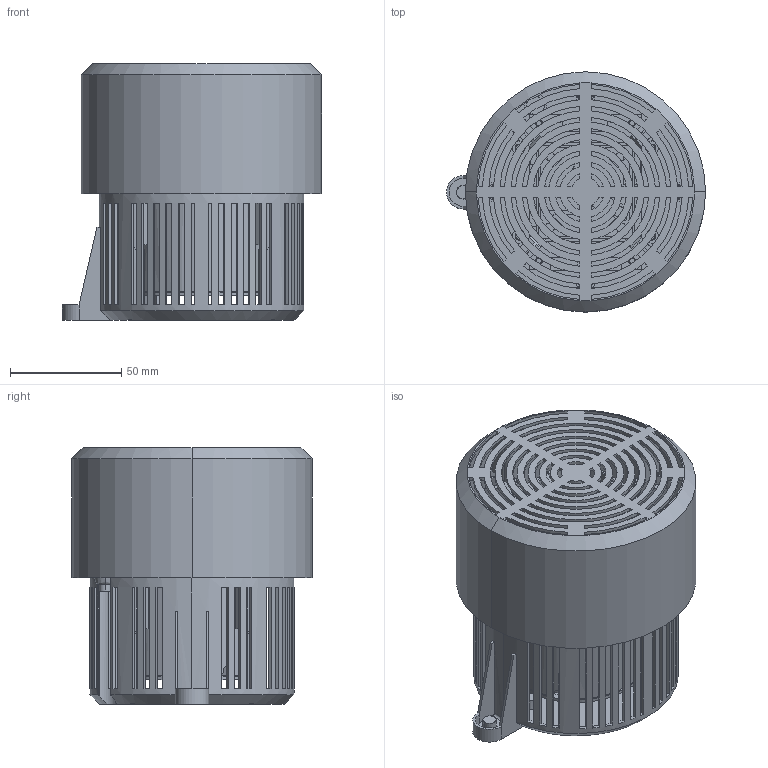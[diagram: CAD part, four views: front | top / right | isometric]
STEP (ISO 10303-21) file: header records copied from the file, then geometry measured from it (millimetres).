
FILE_DESCRIPTION (( 'STEP AP214' ), '1' );
FILE_NAME ('Assem1.STEP', '2019-03-12T04:25:31', ( '' ), ( '' ), 'SwSTEP 2.0', 'SolidWorks 2017', '' );
FILE_SCHEMA (( 'AUTOMOTIVE_DESIGN' ));
Length unit declared in the file: millimetre
Products named in the file (13): Cover_middle; CO2センサ; PCB; PB01-11A; OD4010; Assem1; Cover_top; Cover_bottom; PCB bracket; fan bracket1; Filter cap; sensor PCB bracket; PCB sencer
Assembly tree (12 placements, depth 2):
  Assem1
    Cover_bottom
    Cover_top
    Cover_middle
    OD4010
    PB01-11A
    PCB
    CO2センサ
    PCB sencer
    fan bracket1
    PCB bracket
    Filter cap
    sensor PCB bracket
Bounding box: 116.5 x 108 x 115.5 mm (x, y, z)
Volume: 148450 mm3; surface area: 199753.6 mm2
Topology: 12 solids, 12 shells, 1511 faces, 4105 edges, 2709 vertices
Faces by surface type: plane 824, cylinder 625, cone 57, torus 3, bspline 2
Entity records: 49829 total; most frequent: CARTESIAN_POINT 9281, DIRECTION 8583, ORIENTED_EDGE 8210, EDGE_CURVE 4105, AXIS2_PLACEMENT_3D 3086, VERTEX_POINT 2709, LINE 2411, VECTOR 2411
